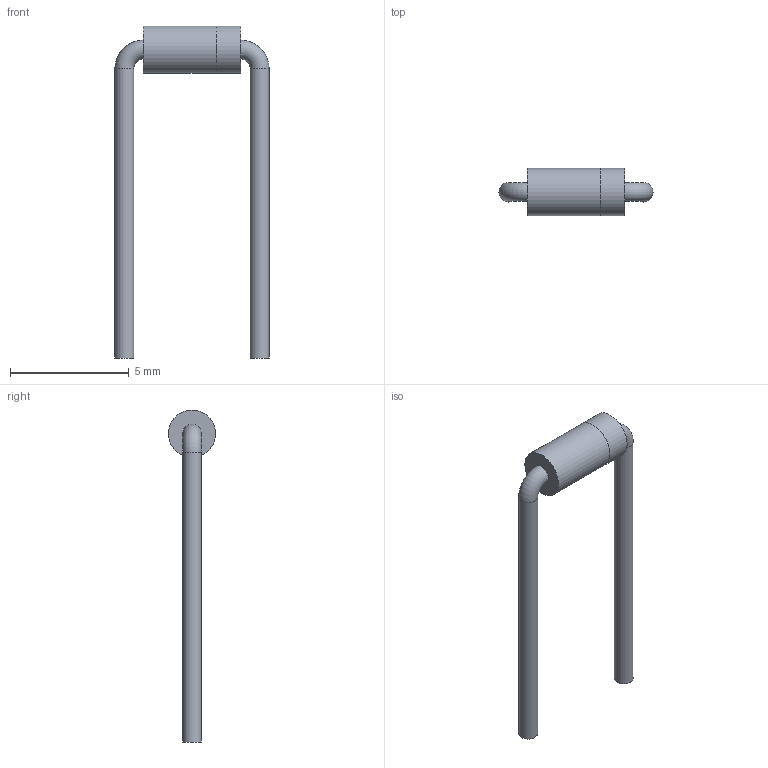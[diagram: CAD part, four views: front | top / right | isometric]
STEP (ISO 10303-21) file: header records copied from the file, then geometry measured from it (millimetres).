
FILE_DESCRIPTION(('STEP AP214'), '1');
FILE_NAME('DO-41', '', ('UNSPECIFIED'), ('UNSPECIFIED'), 'C3D Converter', 'C3D Toolkit', '');
FILE_SCHEMA(('AUTOMOTIVE_DESIGN { 1 0 10303 214 3 1 1}'));
Length unit declared in the file: millimetre
Bounding box: 6.5 x 2 x 14 mm (x, y, z)
Volume: 26.4 mm3; surface area: 108 mm2
Topology: 4 solids, 4 shells, 14 faces, 16 edges, 10 vertices
Faces by surface type: plane 8, cylinder 4, torus 2
Full cylindrical faces by diameter (mm): 0.8 x2, 2 x2
Entity records: 390 total; most frequent: DIRECTION 50, CARTESIAN_POINT 35, AXIS2_PLACEMENT_3D 25, EDGE_LOOP 20, ORIENTED_EDGE 20, COLOUR_RGB 15, FILL_AREA_STYLE_COLOUR 15, FILL_AREA_STYLE 15
